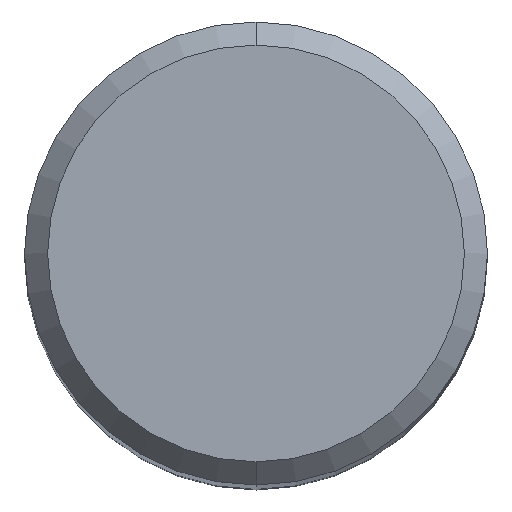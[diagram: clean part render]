
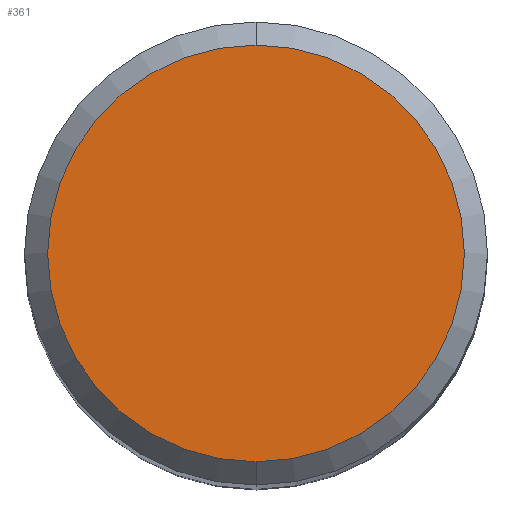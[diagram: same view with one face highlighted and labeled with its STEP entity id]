
A CAD part, top view. The second image highlights one B-rep face of the part: STEP entity #361.
In plain terms, the highlighted planar face has unit normal (0, 0, 1).
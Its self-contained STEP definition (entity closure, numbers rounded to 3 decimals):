
#211=VERTEX_POINT('',#508);
#239=EDGE_CURVE('',#211,#397,#539,.T.);
#249=EDGE_CURVE('',#397,#211,#549,.T.);
#361=ADVANCED_FACE('',(#672),#673,.T.);
#397=VERTEX_POINT('',#711);
#508=CARTESIAN_POINT('',(0.0,4.5,47.913));
#539=CIRCLE('',#902,4.5);
#549=CIRCLE('',#915,4.5);
#672=FACE_OUTER_BOUND('',#1241,.T.);
#673=PLANE('',#1242);
#711=CARTESIAN_POINT('',(0.,-4.5,47.913));
#902=AXIS2_PLACEMENT_3D('',#1514,#1515,#1516);
#915=AXIS2_PLACEMENT_3D('',#1518,#1519,#1520);
#1241=EDGE_LOOP('',(#1658,#1659));
#1242=AXIS2_PLACEMENT_3D('',#1660,#1661,#1662);
#1514=CARTESIAN_POINT('',(0.0,0.0,47.913));
#1515=DIRECTION('',(0.0,0.0,-1.0));
#1516=DIRECTION('',(0.0,1.0,0.0));
#1518=CARTESIAN_POINT('',(0.0,0.0,47.913));
#1519=DIRECTION('',(0.0,0.0,-1.0));
#1520=DIRECTION('',(0.0,1.0,0.0));
#1658=ORIENTED_EDGE('',*,*,#239,.F.);
#1659=ORIENTED_EDGE('',*,*,#249,.F.);
#1660=CARTESIAN_POINT('',(0.0,2.25,47.913));
#1661=DIRECTION('',(0.0,0.0,1.0));
#1662=DIRECTION('',(0.0,-1.0,0.0));
